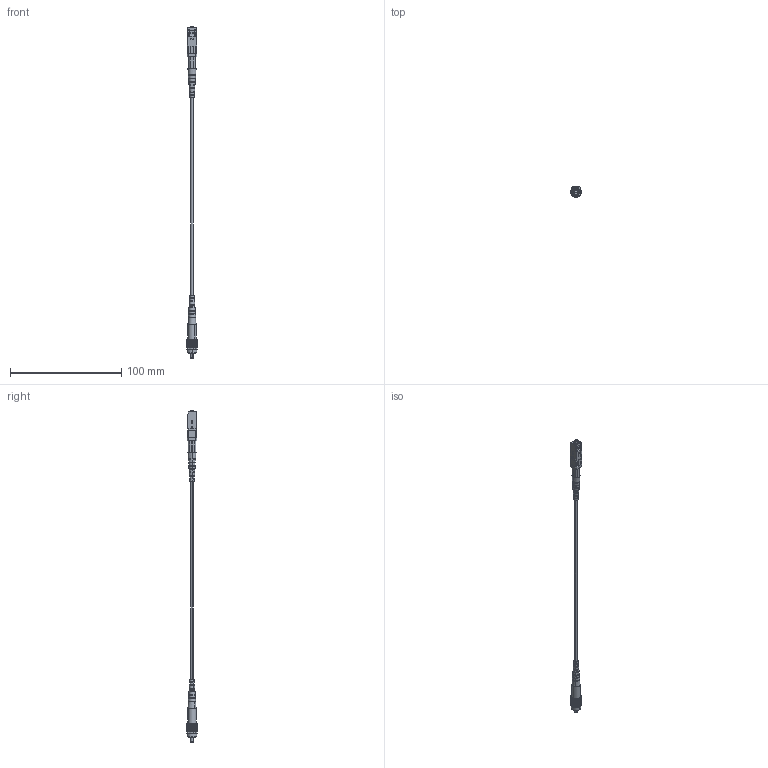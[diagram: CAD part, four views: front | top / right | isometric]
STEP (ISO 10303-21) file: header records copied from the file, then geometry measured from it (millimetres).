
FILE_DESCRIPTION (( 'STEP AP203' ), '1' );
FILE_NAME ('FCA-S2SR-SCAFCU_3D.STEP', '2021-10-04T20:11:02', ( '' ), ( '' ), 'SwSTEP 2.0', 'SolidWorks 2021', '' );
FILE_SCHEMA (( 'CONFIG_CONTROL_DESIGN' ));
Length unit declared in the file: inch
Products named in the file (10): 1AF01-002-MA2^1AF01-002_FCA-S2SR-SCAFCU; CONN-95-200-08-BP3B MA4^1AF04-011_FCA-S2SR-SCAFCU; 1AF04-011^FCA-S2SR-SCAFCU; 1AF01-002^FCA-S2SR-SCAFCU; CONN-95-200-08-BP3B MA3^1AF04-011_FCA-S2SR-SCAFCU; Fiber Coax^FCA-S2SR-SCAFCU; 1AF01-002-MA1^1AF01-002_FCA-S2SR-SCAFCU; FCA-S2SR-SCAFCU_3D; CONN-95-200-08-BP3B MA2^1AF04-011_FCA-S2SR-SCAFCU; 1AF04-011-MA1^1AF04-011_FCA-S2SR-SCAFCU
Assembly tree (9 placements, depth 3):
  FCA-S2SR-SCAFCU_3D
    Fiber Coax^FCA-S2SR-SCAFCU
    1AF04-011^FCA-S2SR-SCAFCU
      CONN-95-200-08-BP3B MA2^1AF04-011_FCA-S2SR-SCAFCU
      1AF04-011-MA1^1AF04-011_FCA-S2SR-SCAFCU
      CONN-95-200-08-BP3B MA4^1AF04-011_FCA-S2SR-SCAFCU
      CONN-95-200-08-BP3B MA3^1AF04-011_FCA-S2SR-SCAFCU
    1AF01-002^FCA-S2SR-SCAFCU
      1AF01-002-MA1^1AF01-002_FCA-S2SR-SCAFCU
      1AF01-002-MA2^1AF01-002_FCA-S2SR-SCAFCU
Bounding box: 9.52 x 9.52 x 298.29 mm (x, y, z)
Volume: 3488.6 mm3; surface area: 7644.5 mm2
Topology: 7 solids, 7 shells, 657 faces, 1943 edges, 1286 vertices
Faces by surface type: plane 525, cylinder 116, cone 12, bspline 2, torus 2
Entity records: 23685 total; most frequent: CARTESIAN_POINT 4748, ORIENTED_EDGE 3886, DIRECTION 3585, EDGE_CURVE 1943, VECTOR 1391, LINE 1391, VERTEX_POINT 1286, AXIS2_PLACEMENT_3D 1097
